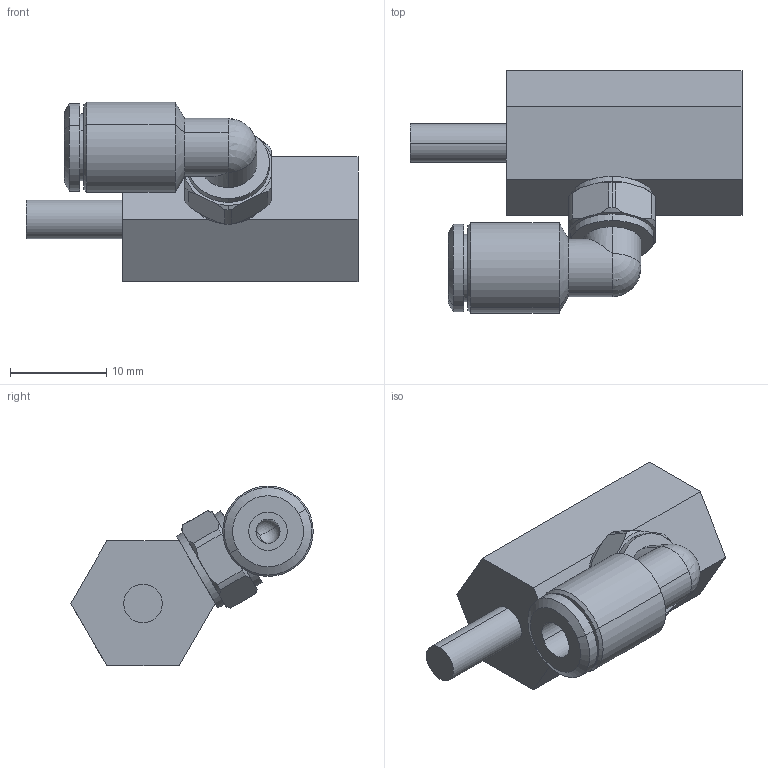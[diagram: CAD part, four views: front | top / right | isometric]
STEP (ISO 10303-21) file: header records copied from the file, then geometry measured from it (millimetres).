
FILE_DESCRIPTION (( 'STEP AP214' ), '1' );
FILE_NAME ('CA.11.15.001.STEP', '2017-11-13T14:34:10', ( '' ), ( '' ), 'SwSTEP 2.0', 'SolidWorks 2017', '' );
FILE_SCHEMA (( 'AUTOMOTIVE_DESIGN' ));
Length unit declared in the file: millimetre
Products named in the file (3): CA.11.15.001; CA.12.05.001; 11-15-001
Assembly tree (2 placements, depth 2):
  CA.11.15.001
    CA.12.05.001
    11-15-001
Bounding box: 34.5 x 25.2 x 18.7 mm (x, y, z)
Volume: 4182.4 mm3; surface area: 3140.7 mm2
Topology: 2 solids, 2 shells, 97 faces, 233 edges, 145 vertices
Faces by surface type: cylinder 41, cone 26, plane 25, sphere 3, torus 2
Entity records: 3013 total; most frequent: CARTESIAN_POINT 616, DIRECTION 507, ORIENTED_EDGE 454, EDGE_CURVE 227, AXIS2_PLACEMENT_3D 208, VERTEX_POINT 143, EDGE_LOOP 112, CIRCLE 106
